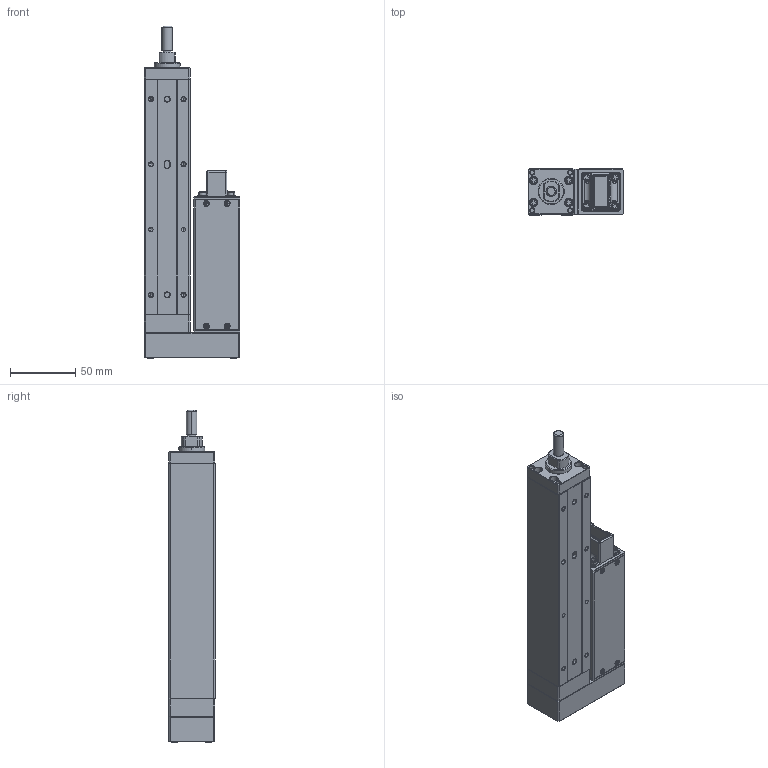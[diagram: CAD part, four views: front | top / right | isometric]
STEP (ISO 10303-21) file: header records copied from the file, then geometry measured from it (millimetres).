
FILE_DESCRIPTION (( 'STEP AP203' ), '1' );
FILE_NAME ('RM-RLA-11-150-2-ITG 珨极殏詁倰芢裝 1.0.STEP', '2021-11-30T10:45:32', ( '' ), ( '' ), 'SwSTEP 2.0', 'SolidWorks 2019', '' );
FILE_SCHEMA (( 'CONFIG_CONTROL_DESIGN' ));
Length unit declared in the file: millimetre
Products named in the file (20): MSP01-LA001 ヶ傷裔; MSP02-LA002 芢裝_150mm; PPT17-GFM-1416-08 拸蚐傍杶; MSP01-LA002 眻盄倰裝极_150mm; MSP01-LA009 肮祭謫碟; MSP01-LA003 粣創釱; MFT03-M3x6 埴翐囀鞠褒蹟佪; d1100-22p; MFT07-M3 粟銅賡; 蕾宒堤盄; 蕾宒堤盄芛俋褲; MFT02-M2x5 坋趼麥芛蹟佪; MSP01-LA010 肮祭謫碟猾裔; MFT03-M3x8 埴翐囀鞠褒蹟佪; MSP01-LA005 萇儂蟀諉啣; MSP01-LA006 电机外壳_一体外壳; MSP02-LA001 芢裝諉芛_MSP02-EC003-28; MSP01-LA007 帣裔_MSP01-EC002-28; MFT02-M2.5x5 坋趼麥芛蹟佪; RM-RLA-11-150-2-ITG 珨极殏詁倰芢裝 1.0
Assembly tree (39 placements, depth 3):
  RM-RLA-11-150-2-ITG 珨极殏詁倰芢裝 1.0
    MSP01-LA002 眻盄倰裝极_150mm
    MSP02-LA002 芢裝_150mm
    MSP01-LA001 ヶ傷裔
    MSP01-LA003 粣創釱
    MSP01-LA005 萇儂蟀諉啣
    MSP01-LA006 电机外壳_一体外壳
    MSP01-LA007 帣裔_MSP01-EC002-28
    MSP02-LA001 芢裝諉芛_MSP02-EC003-28
    MSP01-LA009 肮祭謫碟
    MSP01-LA010 肮祭謫碟猾裔
    蕾宒堤盄
      蕾宒堤盄芛俋褲
      d1100-22p
    MFT07-M3 粟銅賡  x4
    MFT03-M3x8 埴翐囀鞠褒蹟佪  x5
    MFT02-M2x5 坋趼麥芛蹟佪  x8
    MFT03-M3x6 埴翐囀鞠褒蹟佪  x4
    MFT02-M2.5x5 坋趼麥芛蹟佪  x4
    PPT17-GFM-1416-08 拸蚐傍杶
Bounding box: 73 x 35.5 x 254.4 mm (x, y, z)
Volume: 213706.8 mm3; surface area: 136949.7 mm2
Topology: 38 solids, 38 shells, 2399 faces, 5467 edges, 3156 vertices
Faces by surface type: plane 1122, cone 604, cylinder 571, bspline 48, torus 42, sphere 12
Entity records: 50496 total; most frequent: CARTESIAN_POINT 9353, DIRECTION 8488, ORIENTED_EDGE 7610, EDGE_CURVE 3805, AXIS2_PLACEMENT_3D 3110, VECTOR 2268, LINE 2268, VERTEX_POINT 2239
